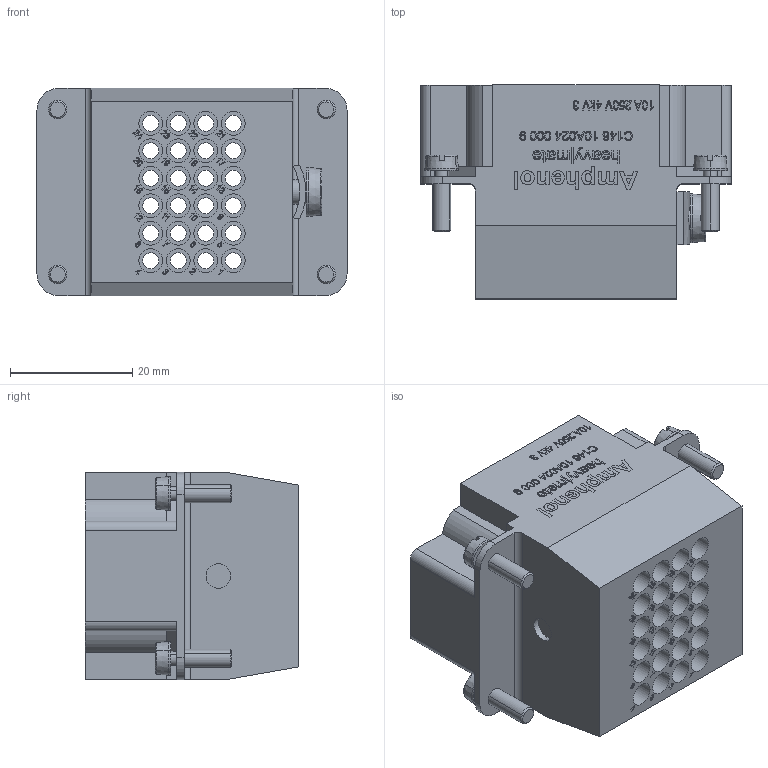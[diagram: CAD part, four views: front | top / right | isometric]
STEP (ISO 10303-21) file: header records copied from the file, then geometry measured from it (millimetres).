
FILE_DESCRIPTION(/* description */ (''),/* implementation_level */ '2;1');
FILE_NAME(/* name */ 'c146 10a024 000 9nxc001-05.stp',/* time_stamp */ '2021-12-16T08:45:52+01:00',/* author */ (''),/* organization */ (''),/* preprocessor_version */ 'ST-DEVELOPER v16.7',/* originating_system */ 'SIEMENS PLM Software NX 12.0',/* authorisation */ '');
FILE_SCHEMA (('AUTOMOTIVE_DESIGN { 1 0 10303 214 3 1 1 1 }'));
Products named in the file (8): n 03 040 0009nxm001-02; n 05 043 0002nxm001-02; n 03 030 0040nxm001-02; c146 n03 002 e3nxm001-07; c146 n03 000 g3nxm001-02; c146 n24 000 g2nxm001-01; c146 10a024 000 9nxm001-05_SOLID; c146 10a024 000 9nxc001-05
Assembly tree (11 placements, depth 4):
  c146 10a024 000 9nxc001-05
    c146 10a024 000 9nxm001-05_SOLID
      c146 n24 000 g2nxm001-01
        c146 n03 002 e3nxm001-07
        n 03 030 0040nxm001-02  x2
      c146 n03 000 g3nxm001-02
        c146 n03 002 e3nxm001-07
        n 03 030 0040nxm001-02  x2
        n 05 043 0002nxm001-02
        n 03 040 0009nxm001-02
Bounding box: 50.78 x 35 x 34 mm (x, y, z)
Volume: 26049.4 mm3; surface area: 16946.4 mm2
Topology: 1 solids, 5 shells, 1453 faces, 3666 edges, 2443 vertices
Faces by surface type: plane 911, extrusion 327, cylinder 140, cone 46, torus 16, revolution 11, bspline 2
Full cylindrical faces by diameter (mm): 2.6 x24, 2.7 x2, 3 x2, 3.3 x24, 3.9 x24, 4 x3, 8 x1
Entity records: 54544 total; most frequent: CARTESIAN_POINT 20989, ORIENTED_EDGE 7126, DIRECTION 4649, EDGE_CURVE 3563, VERTEX_POINT 2422, B_SPLINE_CURVE_WITH_KNOTS 2103, EDGE_LOOP 1805, VECTOR 1698
